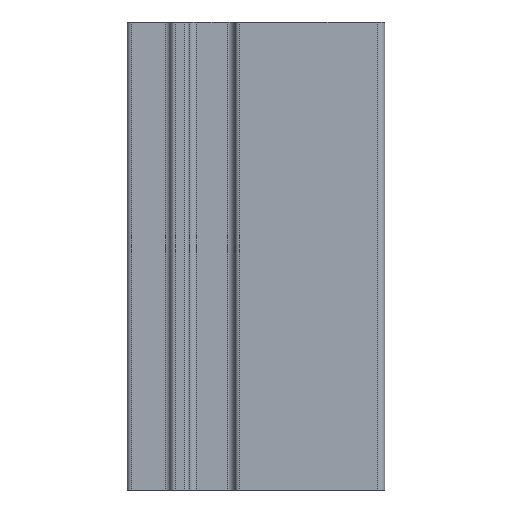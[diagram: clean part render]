
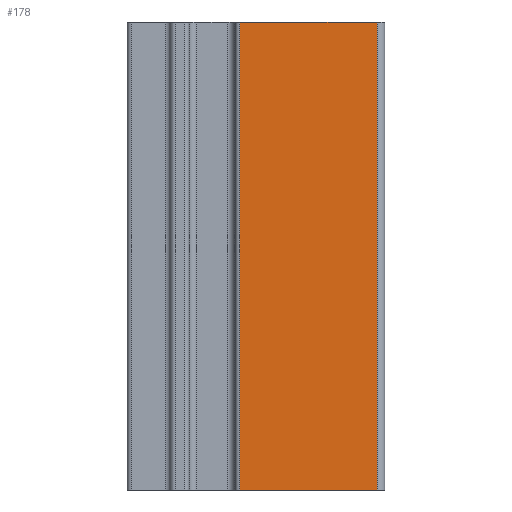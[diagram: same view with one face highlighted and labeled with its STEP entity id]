
A CAD part, left-side view. The second image highlights one B-rep face of the part: STEP entity #178.
In plain terms, the highlighted planar face has unit normal (-1, 0, 0).
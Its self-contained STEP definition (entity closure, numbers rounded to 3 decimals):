
#24 = DIRECTION ( 'NONE',  ( 0., 0., -1. ) ) ;
#54 = LINE ( 'NONE', #616, #446 ) ;
#70 = DIRECTION ( 'NONE',  ( 0., -1., 0. ) ) ;
#75 = CARTESIAN_POINT ( 'NONE',  ( -16.1, -0.5, -25. ) ) ;
#90 = CARTESIAN_POINT ( 'NONE',  ( -16.1, -15.2, -25. ) ) ;
#139 = VECTOR ( 'NONE', #70, 1000. ) ;
#150 = VERTEX_POINT ( 'NONE', #634 ) ;
#178 = ADVANCED_FACE ( 'NONE', ( #363 ), #788, .F. ) ;
#187 = CARTESIAN_POINT ( 'NONE',  ( -16.1, -0.5, 25. ) ) ;
#217 = VERTEX_POINT ( 'NONE', #90 ) ;
#252 = CARTESIAN_POINT ( 'NONE',  ( -16.1, -0.5, 25. ) ) ;
#262 = CARTESIAN_POINT ( 'NONE',  ( -16.1, -0.5, -25. ) ) ;
#272 = VERTEX_POINT ( 'NONE', #262 ) ;
#279 = VERTEX_POINT ( 'NONE', #252 ) ;
#363 = FACE_OUTER_BOUND ( 'NONE', #569, .T. ) ;
#371 = LINE ( 'NONE', #643, #741 ) ;
#376 = DIRECTION ( 'NONE',  ( 0., 0., -1. ) ) ;
#400 = DIRECTION ( 'NONE',  ( 0., -1., 0. ) ) ;
#423 = ORIENTED_EDGE ( 'NONE', *, *, #512, .T. ) ;
#446 = VECTOR ( 'NONE', #908, 1000. ) ;
#463 = LINE ( 'NONE', #187, #707 ) ;
#503 = ORIENTED_EDGE ( 'NONE', *, *, #824, .T. ) ;
#512 = EDGE_CURVE ( 'NONE', #279, #272, #371, .T. ) ;
#569 = EDGE_LOOP ( 'NONE', ( #503, #792, #587, #423 ) ) ;
#587 = ORIENTED_EDGE ( 'NONE', *, *, #663, .F. ) ;
#616 = CARTESIAN_POINT ( 'NONE',  ( -16.1, -15.2, 25. ) ) ;
#634 = CARTESIAN_POINT ( 'NONE',  ( -16.1, -15.2, 25. ) ) ;
#643 = CARTESIAN_POINT ( 'NONE',  ( -16.1, -0.5, 25. ) ) ;
#663 = EDGE_CURVE ( 'NONE', #279, #150, #463, .T. ) ;
#707 = VECTOR ( 'NONE', #400, 1000. ) ;
#722 = DIRECTION ( 'NONE',  ( 1., 0., 0. ) ) ;
#741 = VECTOR ( 'NONE', #376, 1000. ) ;
#788 = PLANE ( 'NONE',  #796 ) ;
#792 = ORIENTED_EDGE ( 'NONE', *, *, #852, .F. ) ;
#796 = AXIS2_PLACEMENT_3D ( 'NONE', #864, #722, #24 ) ;
#824 = EDGE_CURVE ( 'NONE', #272, #217, #826, .T. ) ;
#826 = LINE ( 'NONE', #75, #139 ) ;
#852 = EDGE_CURVE ( 'NONE', #150, #217, #54, .T. ) ;
#864 = CARTESIAN_POINT ( 'NONE',  ( -16.1, -0.5, 25. ) ) ;
#908 = DIRECTION ( 'NONE',  ( 0., 0., -1. ) ) ;
